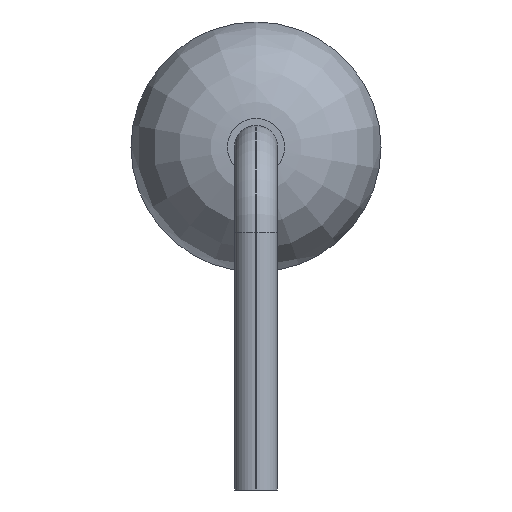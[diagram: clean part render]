
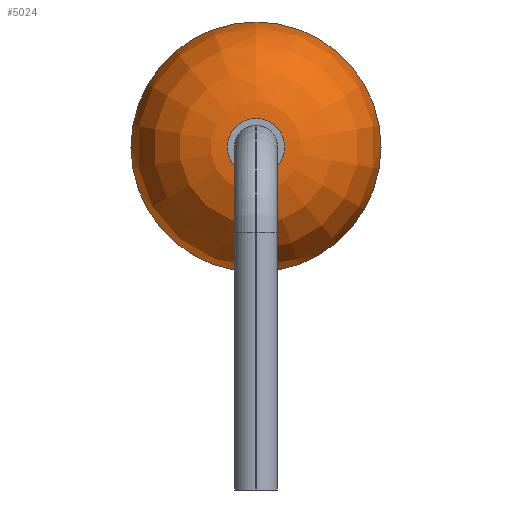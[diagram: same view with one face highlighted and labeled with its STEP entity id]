
A CAD part, left-side view. The second image highlights one B-rep face of the part: STEP entity #5024.
In plain terms, the highlighted face is a revolution surface.
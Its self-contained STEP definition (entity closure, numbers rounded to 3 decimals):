
#4954 = CYLINDRICAL_SURFACE('',#4955,1.75);
#4955 = AXIS2_PLACEMENT_3D('',#4956,#4957,#4958);
#4956 = CARTESIAN_POINT('',(-3.65,0.,0.));
#4957 = DIRECTION('',(1.,0.,0.));
#4958 = DIRECTION('',(0.,0.,1.));
#4970 = VERTEX_POINT('',#4971);
#4971 = CARTESIAN_POINT('',(-3.65,0.,1.75));
#4992 = EDGE_CURVE('',#4970,#4970,#4993,.T.);
#4993 = SURFACE_CURVE('',#4994,(#4999,#5006),.PCURVE_S1.);
#4994 = CIRCLE('',#4995,1.75);
#4995 = AXIS2_PLACEMENT_3D('',#4996,#4997,#4998);
#4996 = CARTESIAN_POINT('',(-3.65,0.,0.));
#4997 = DIRECTION('',(1.,0.,-0.));
#4998 = DIRECTION('',(0.,0.,1.));
#4999 = PCURVE('',#4954,#5000);
#5000 = DEFINITIONAL_REPRESENTATION('',(#5001),#5005);
#5001 = LINE('',#5002,#5003);
#5002 = CARTESIAN_POINT('',(0.,0.));
#5003 = VECTOR('',#5004,1.);
#5004 = DIRECTION('',(1.,0.));
#5005 = ( GEOMETRIC_REPRESENTATION_CONTEXT(2) 
PARAMETRIC_REPRESENTATION_CONTEXT() REPRESENTATION_CONTEXT('2D SPACE',''
  ) );
#5006 = PCURVE('',#5007,#5016);
#5007 = SURFACE_OF_REVOLUTION('',#5008,#5013);
#5008 = CIRCLE('',#5009,1.35);
#5009 = AXIS2_PLACEMENT_3D('',#5010,#5011,#5012);
#5010 = CARTESIAN_POINT('',(-3.65,0.,0.4));
#5011 = DIRECTION('',(0.,-1.,0.));
#5012 = DIRECTION('',(1.,0.,0.));
#5013 = AXIS1_PLACEMENT('',#5014,#5015);
#5014 = CARTESIAN_POINT('',(0.,0.,0.));
#5015 = DIRECTION('',(1.,0.,0.));
#5016 = DEFINITIONAL_REPRESENTATION('',(#5017),#5021);
#5017 = LINE('',#5018,#5019);
#5018 = CARTESIAN_POINT('',(0.,1.571));
#5019 = VECTOR('',#5020,1.);
#5020 = DIRECTION('',(1.,0.));
#5021 = ( GEOMETRIC_REPRESENTATION_CONTEXT(2) 
PARAMETRIC_REPRESENTATION_CONTEXT() REPRESENTATION_CONTEXT('2D SPACE',''
  ) );
#5024 = ADVANCED_FACE('',(#5025),#5007,.F.);
#5025 = FACE_BOUND('',#5026,.F.);
#5026 = EDGE_LOOP('',(#5027,#5028,#5052,#5079));
#5027 = ORIENTED_EDGE('',*,*,#4992,.T.);
#5028 = ORIENTED_EDGE('',*,*,#5029,.T.);
#5029 = EDGE_CURVE('',#4970,#5030,#5032,.T.);
#5030 = VERTEX_POINT('',#5031);
#5031 = CARTESIAN_POINT('',(-5.,0.,0.4));
#5032 = SEAM_CURVE('',#5033,(#5038,#5045),.PCURVE_S1.);
#5033 = CIRCLE('',#5034,1.35);
#5034 = AXIS2_PLACEMENT_3D('',#5035,#5036,#5037);
#5035 = CARTESIAN_POINT('',(-3.65,0.,0.4));
#5036 = DIRECTION('',(0.,-1.,0.));
#5037 = DIRECTION('',(1.,0.,0.));
#5038 = PCURVE('',#5007,#5039);
#5039 = DEFINITIONAL_REPRESENTATION('',(#5040),#5044);
#5040 = LINE('',#5041,#5042);
#5041 = CARTESIAN_POINT('',(0.,0.));
#5042 = VECTOR('',#5043,1.);
#5043 = DIRECTION('',(0.,1.));
#5044 = ( GEOMETRIC_REPRESENTATION_CONTEXT(2) 
PARAMETRIC_REPRESENTATION_CONTEXT() REPRESENTATION_CONTEXT('2D SPACE',''
  ) );
#5045 = PCURVE('',#5007,#5046);
#5046 = DEFINITIONAL_REPRESENTATION('',(#5047),#5051);
#5047 = LINE('',#5048,#5049);
#5048 = CARTESIAN_POINT('',(6.283,0.));
#5049 = VECTOR('',#5050,1.);
#5050 = DIRECTION('',(0.,1.));
#5051 = ( GEOMETRIC_REPRESENTATION_CONTEXT(2) 
PARAMETRIC_REPRESENTATION_CONTEXT() REPRESENTATION_CONTEXT('2D SPACE',''
  ) );
#5052 = ORIENTED_EDGE('',*,*,#5053,.F.);
#5053 = EDGE_CURVE('',#5030,#5030,#5054,.T.);
#5054 = SURFACE_CURVE('',#5055,(#5060,#5067),.PCURVE_S1.);
#5055 = CIRCLE('',#5056,0.4);
#5056 = AXIS2_PLACEMENT_3D('',#5057,#5058,#5059);
#5057 = CARTESIAN_POINT('',(-5.,0.,0.));
#5058 = DIRECTION('',(1.,0.,-0.));
#5059 = DIRECTION('',(0.,0.,1.));
#5060 = PCURVE('',#5007,#5061);
#5061 = DEFINITIONAL_REPRESENTATION('',(#5062),#5066);
#5062 = LINE('',#5063,#5064);
#5063 = CARTESIAN_POINT('',(0.,3.142));
#5064 = VECTOR('',#5065,1.);
#5065 = DIRECTION('',(1.,0.));
#5066 = ( GEOMETRIC_REPRESENTATION_CONTEXT(2) 
PARAMETRIC_REPRESENTATION_CONTEXT() REPRESENTATION_CONTEXT('2D SPACE',''
  ) );
#5067 = PCURVE('',#5068,#5073);
#5068 = PLANE('',#5069);
#5069 = AXIS2_PLACEMENT_3D('',#5070,#5071,#5072);
#5070 = CARTESIAN_POINT('',(-5.,0.,0.));
#5071 = DIRECTION('',(1.,0.,0.));
#5072 = DIRECTION('',(0.,0.,1.));
#5073 = DEFINITIONAL_REPRESENTATION('',(#5074),#5078);
#5074 = CIRCLE('',#5075,0.4);
#5075 = AXIS2_PLACEMENT_2D('',#5076,#5077);
#5076 = CARTESIAN_POINT('',(0.,0.));
#5077 = DIRECTION('',(1.,0.));
#5078 = ( GEOMETRIC_REPRESENTATION_CONTEXT(2) 
PARAMETRIC_REPRESENTATION_CONTEXT() REPRESENTATION_CONTEXT('2D SPACE',''
  ) );
#5079 = ORIENTED_EDGE('',*,*,#5029,.F.);
